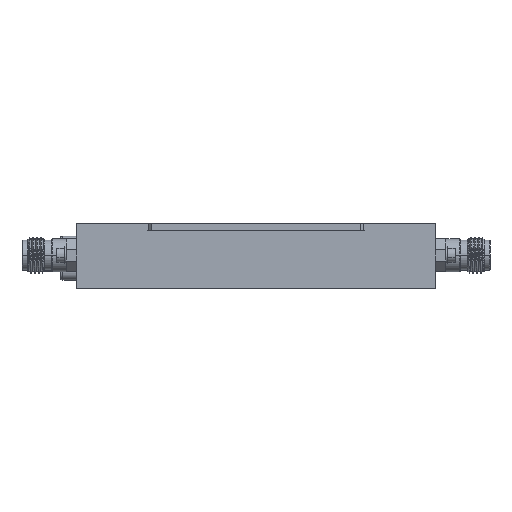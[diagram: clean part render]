
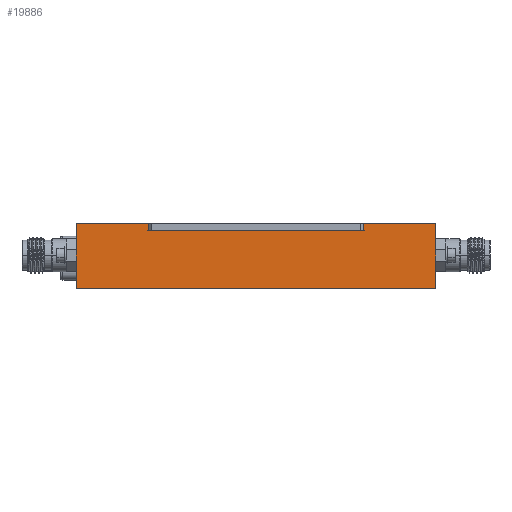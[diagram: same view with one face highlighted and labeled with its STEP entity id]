
A CAD part, front view. The second image highlights one B-rep face of the part: STEP entity #19886.
In plain terms, the highlighted planar face has unit normal (0, -1, 0).
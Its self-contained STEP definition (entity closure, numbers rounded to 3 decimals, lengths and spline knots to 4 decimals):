
#583 = VECTOR ( 'NONE', #30015, 39.3701 ) ;
#1677 = EDGE_CURVE ( 'NONE', #18698, #42626, #40931, .T. ) ;
#2268 = CARTESIAN_POINT ( 'NONE',  ( 2., 0., 0.45 ) ) ;
#4377 = LINE ( 'NONE', #34637, #5237 ) ;
#4581 = ORIENTED_EDGE ( 'NONE', *, *, #45680, .F. ) ;
#5237 = VECTOR ( 'NONE', #61247, 39.3701 ) ;
#5596 = LINE ( 'NONE', #24162, #35959 ) ;
#5612 = PLANE ( 'NONE',  #58828 ) ;
#5710 = ORIENTED_EDGE ( 'NONE', *, *, #47040, .F. ) ;
#9636 = DIRECTION ( 'NONE',  ( 1., 0., 0. ) ) ;
#10378 = VECTOR ( 'NONE', #64449, 39.3701 ) ;
#11985 = ORIENTED_EDGE ( 'NONE', *, *, #14405, .F. ) ;
#13668 = ORIENTED_EDGE ( 'NONE', *, *, #1677, .T. ) ;
#14205 = EDGE_CURVE ( 'NONE', #27508, #36547, #42402, .T. ) ;
#14386 = EDGE_CURVE ( 'NONE', #33494, #18698, #63702, .T. ) ;
#14405 = EDGE_CURVE ( 'NONE', #48852, #14639, #67823, .T. ) ;
#14639 = VERTEX_POINT ( 'NONE', #18860 ) ;
#16601 = DIRECTION ( 'NONE',  ( 0., 0., 1. ) ) ;
#18337 = CARTESIAN_POINT ( 'NONE',  ( 2., 0., 0.45 ) ) ;
#18698 = VERTEX_POINT ( 'NONE', #53308 ) ;
#18860 = CARTESIAN_POINT ( 'NONE',  ( 2.5, 0., 0.45 ) ) ;
#18924 = EDGE_LOOP ( 'NONE', ( #13668, #4581, #11985, #21850, #64808, #40377, #5710, #33832 ) ) ;
#19886 = ADVANCED_FACE ( 'NONE', ( #26748 ), #5612, .F. ) ;
#20748 = CARTESIAN_POINT ( 'NONE',  ( 0., 0., 0.45 ) ) ;
#21850 = ORIENTED_EDGE ( 'NONE', *, *, #55780, .T. ) ;
#24162 = CARTESIAN_POINT ( 'NONE',  ( 2.5, 0., 0.4 ) ) ;
#26748 = FACE_OUTER_BOUND ( 'NONE', #18924, .T. ) ;
#27508 = VERTEX_POINT ( 'NONE', #48176 ) ;
#27540 = CARTESIAN_POINT ( 'NONE',  ( 0.5, 0., 0.45 ) ) ;
#28178 = LINE ( 'NONE', #2268, #54472 ) ;
#30015 = DIRECTION ( 'NONE',  ( 0., 0., -1. ) ) ;
#32126 = DIRECTION ( 'NONE',  ( 1., 0., 0. ) ) ;
#33494 = VERTEX_POINT ( 'NONE', #20748 ) ;
#33832 = ORIENTED_EDGE ( 'NONE', *, *, #14386, .T. ) ;
#34637 = CARTESIAN_POINT ( 'NONE',  ( 0., 0., 0.4 ) ) ;
#35230 = CARTESIAN_POINT ( 'NONE',  ( 0.5, 0., 0.4 ) ) ;
#35531 = CARTESIAN_POINT ( 'NONE',  ( 0., 0., 0.4 ) ) ;
#35774 = CARTESIAN_POINT ( 'NONE',  ( 0., 0., 0. ) ) ;
#35836 = VECTOR ( 'NONE', #55949, 39.3701 ) ;
#35959 = VECTOR ( 'NONE', #44547, 39.3701 ) ;
#36547 = VERTEX_POINT ( 'NONE', #35230 ) ;
#37440 = CARTESIAN_POINT ( 'NONE',  ( 0., 0., 0.4 ) ) ;
#39803 = EDGE_CURVE ( 'NONE', #36547, #45208, #4377, .T. ) ;
#40377 = ORIENTED_EDGE ( 'NONE', *, *, #14205, .F. ) ;
#40931 = LINE ( 'NONE', #35774, #48297 ) ;
#42402 = LINE ( 'NONE', #27540, #10378 ) ;
#42626 = VERTEX_POINT ( 'NONE', #43801 ) ;
#43801 = CARTESIAN_POINT ( 'NONE',  ( 2.5, 0., 0. ) ) ;
#44547 = DIRECTION ( 'NONE',  ( 0., 0., -1. ) ) ;
#45208 = VERTEX_POINT ( 'NONE', #63959 ) ;
#45680 = EDGE_CURVE ( 'NONE', #14639, #42626, #5596, .T. ) ;
#47040 = EDGE_CURVE ( 'NONE', #33494, #27508, #47833, .T. ) ;
#47833 = LINE ( 'NONE', #59162, #67506 ) ;
#48176 = CARTESIAN_POINT ( 'NONE',  ( 0.5, 0., 0.45 ) ) ;
#48297 = VECTOR ( 'NONE', #9636, 39.3701 ) ;
#48852 = VERTEX_POINT ( 'NONE', #18337 ) ;
#53308 = CARTESIAN_POINT ( 'NONE',  ( 0., 0., 0. ) ) ;
#54472 = VECTOR ( 'NONE', #54544, 39.3701 ) ;
#54544 = DIRECTION ( 'NONE',  ( 0., 0., -1. ) ) ;
#55780 = EDGE_CURVE ( 'NONE', #48852, #45208, #28178, .T. ) ;
#55949 = DIRECTION ( 'NONE',  ( 1., 0., 0. ) ) ;
#56398 = CARTESIAN_POINT ( 'NONE',  ( 0., 0., 0.45 ) ) ;
#58828 = AXIS2_PLACEMENT_3D ( 'NONE', #37440, #63789, #16601 ) ;
#59162 = CARTESIAN_POINT ( 'NONE',  ( 0., 0., 0.45 ) ) ;
#61247 = DIRECTION ( 'NONE',  ( 1., 0., 0. ) ) ;
#63702 = LINE ( 'NONE', #35531, #583 ) ;
#63789 = DIRECTION ( 'NONE',  ( 0., 1., 0. ) ) ;
#63959 = CARTESIAN_POINT ( 'NONE',  ( 2., 0., 0.4 ) ) ;
#64449 = DIRECTION ( 'NONE',  ( 0., 0., -1. ) ) ;
#64808 = ORIENTED_EDGE ( 'NONE', *, *, #39803, .F. ) ;
#67506 = VECTOR ( 'NONE', #32126, 39.3701 ) ;
#67823 = LINE ( 'NONE', #56398, #35836 ) ;
